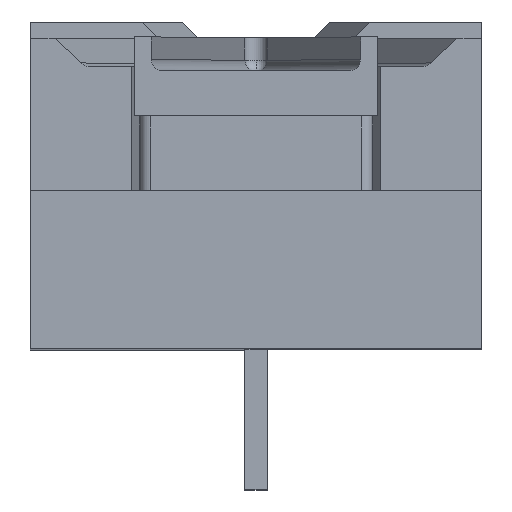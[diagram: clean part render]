
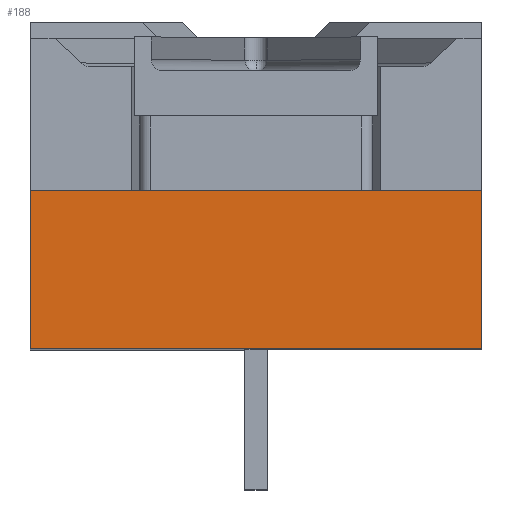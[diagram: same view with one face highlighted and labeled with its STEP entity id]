
A CAD part, top view. The second image highlights one B-rep face of the part: STEP entity #188.
In plain terms, the highlighted planar face has unit normal (0, 0, 1).
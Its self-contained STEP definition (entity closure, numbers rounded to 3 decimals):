
#181 = LINE ( 'NONE', #3223, #946 ) ;
#188 = ADVANCED_FACE ( 'NONE', ( #765 ), #1007, .F. ) ;
#499 = EDGE_CURVE ( 'NONE', #1661, #1263, #1320, .T. ) ;
#765 = FACE_OUTER_BOUND ( 'NONE', #3896, .T. ) ;
#826 = VECTOR ( 'NONE', #3631, 1000. ) ;
#946 = VECTOR ( 'NONE', #2356, 1000. ) ;
#1007 = PLANE ( 'NONE',  #1460 ) ;
#1104 = LINE ( 'NONE', #1958, #1221 ) ;
#1136 = CARTESIAN_POINT ( 'NONE',  ( 0., -5., 85. ) ) ;
#1221 = VECTOR ( 'NONE', #2025, 1000. ) ;
#1263 = VERTEX_POINT ( 'NONE', #2159 ) ;
#1312 = DIRECTION ( 'NONE',  ( 0., 0., -1. ) ) ;
#1318 = VERTEX_POINT ( 'NONE', #3128 ) ;
#1320 = LINE ( 'NONE', #1869, #2553 ) ;
#1415 = CARTESIAN_POINT ( 'NONE',  ( 30., -5., 85. ) ) ;
#1460 = AXIS2_PLACEMENT_3D ( 'NONE', #1986, #1312, #3264 ) ;
#1661 = VERTEX_POINT ( 'NONE', #3268 ) ;
#1869 = CARTESIAN_POINT ( 'NONE',  ( -10., -19., 85. ) ) ;
#1928 = EDGE_CURVE ( 'NONE', #3192, #1263, #3647, .T. ) ;
#1958 = CARTESIAN_POINT ( 'NONE',  ( 30., -19., 85. ) ) ;
#1986 = CARTESIAN_POINT ( 'NONE',  ( 0., -19., 85. ) ) ;
#2025 = DIRECTION ( 'NONE',  ( 0., 1., 0. ) ) ;
#2155 = ORIENTED_EDGE ( 'NONE', *, *, #2902, .F. ) ;
#2159 = CARTESIAN_POINT ( 'NONE',  ( -10., -5., 85. ) ) ;
#2269 = EDGE_CURVE ( 'NONE', #1318, #3192, #1104, .T. ) ;
#2356 = DIRECTION ( 'NONE',  ( -1., 0., 0. ) ) ;
#2553 = VECTOR ( 'NONE', #2904, 1000. ) ;
#2902 = EDGE_CURVE ( 'NONE', #1318, #1661, #181, .T. ) ;
#2904 = DIRECTION ( 'NONE',  ( 0., 1., 0. ) ) ;
#3001 = ORIENTED_EDGE ( 'NONE', *, *, #1928, .T. ) ;
#3126 = ORIENTED_EDGE ( 'NONE', *, *, #2269, .T. ) ;
#3128 = CARTESIAN_POINT ( 'NONE',  ( 30., -19., 85. ) ) ;
#3192 = VERTEX_POINT ( 'NONE', #1415 ) ;
#3223 = CARTESIAN_POINT ( 'NONE',  ( 0., -19., 85. ) ) ;
#3264 = DIRECTION ( 'NONE',  ( -1., 0., 0. ) ) ;
#3268 = CARTESIAN_POINT ( 'NONE',  ( -10., -19., 85. ) ) ;
#3472 = ORIENTED_EDGE ( 'NONE', *, *, #499, .F. ) ;
#3631 = DIRECTION ( 'NONE',  ( -1., 0., 0. ) ) ;
#3647 = LINE ( 'NONE', #1136, #826 ) ;
#3896 = EDGE_LOOP ( 'NONE', ( #3001, #3472, #2155, #3126 ) ) ;
